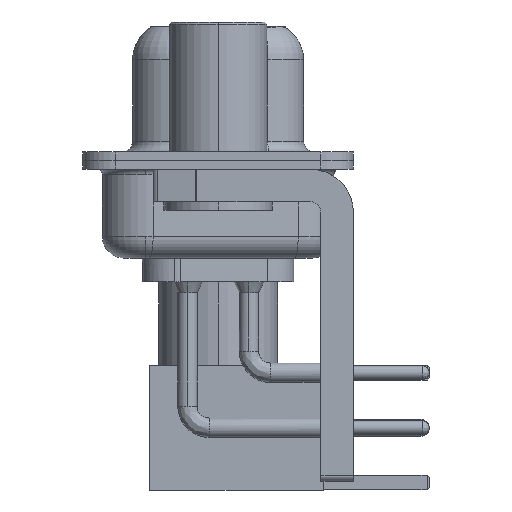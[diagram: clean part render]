
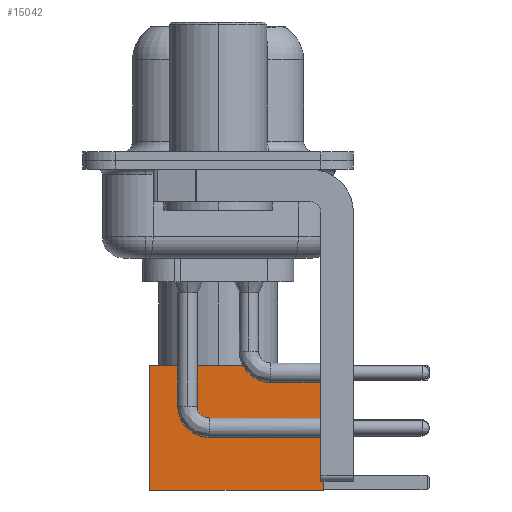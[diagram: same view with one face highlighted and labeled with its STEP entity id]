
A CAD part, left-side view. The second image highlights one B-rep face of the part: STEP entity #15042.
In plain terms, the highlighted face is planar.
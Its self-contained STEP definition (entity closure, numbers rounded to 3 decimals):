
#488 = CARTESIAN_POINT ( 'NONE',  ( 2.875, 2.875, 0. ) ) ;
#965 = CARTESIAN_POINT ( 'NONE',  ( -2.875, 2.875, 0. ) ) ;
#1091 = EDGE_CURVE ( 'NONE', #9330, #12129, #11734, .T. ) ;
#1481 = FACE_OUTER_BOUND ( 'NONE', #18791, .T. ) ;
#3346 = ORIENTED_EDGE ( 'NONE', *, *, #3862, .T. ) ;
#3862 = EDGE_CURVE ( 'NONE', #12129, #16409, #9968, .T. ) ;
#6611 = CARTESIAN_POINT ( 'NONE',  ( 2.875, 2.875, 0. ) ) ;
#8057 = DIRECTION ( 'NONE',  ( 0., 0., 1. ) ) ;
#8532 = ORIENTED_EDGE ( 'NONE', *, *, #11139, .F. ) ;
#8761 = CARTESIAN_POINT ( 'NONE',  ( -2.875, 2.875, 8. ) ) ;
#9124 = VECTOR ( 'NONE', #11530, 1000. ) ;
#9330 = VERTEX_POINT ( 'NONE', #17656 ) ;
#9968 = LINE ( 'NONE', #18182, #9124 ) ;
#10248 = ORIENTED_EDGE ( 'NONE', *, *, #16599, .F. ) ;
#11139 = EDGE_CURVE ( 'NONE', #20762, #16409, #16196, .T. ) ;
#11530 = DIRECTION ( 'NONE',  ( -1., 0., 0. ) ) ;
#11734 = LINE ( 'NONE', #6611, #14694 ) ;
#12129 = VERTEX_POINT ( 'NONE', #488 ) ;
#12264 = VECTOR ( 'NONE', #14527, 1000. ) ;
#13470 = AXIS2_PLACEMENT_3D ( 'NONE', #16832, #13505, #8057 ) ;
#13505 = DIRECTION ( 'NONE',  ( 0., 1., 0. ) ) ;
#13624 = CARTESIAN_POINT ( 'NONE',  ( -2.875, 2.875, 0. ) ) ;
#14527 = DIRECTION ( 'NONE',  ( 0., 0., -1. ) ) ;
#14694 = VECTOR ( 'NONE', #21841, 1000. ) ;
#15042 = ADVANCED_FACE ( 'NONE', ( #1481 ), #21518, .T. ) ;
#16196 = LINE ( 'NONE', #965, #12264 ) ;
#16274 = DIRECTION ( 'NONE',  ( -1., 0., 0. ) ) ;
#16409 = VERTEX_POINT ( 'NONE', #13624 ) ;
#16599 = EDGE_CURVE ( 'NONE', #9330, #20762, #17936, .T. ) ;
#16832 = CARTESIAN_POINT ( 'NONE',  ( 2.875, 2.875, 0. ) ) ;
#17656 = CARTESIAN_POINT ( 'NONE',  ( 2.875, 2.875, 8. ) ) ;
#17936 = LINE ( 'NONE', #19714, #18485 ) ;
#18182 = CARTESIAN_POINT ( 'NONE',  ( 0., 2.875, 0. ) ) ;
#18485 = VECTOR ( 'NONE', #16274, 1000. ) ;
#18791 = EDGE_LOOP ( 'NONE', ( #19463, #3346, #8532, #10248 ) ) ;
#19463 = ORIENTED_EDGE ( 'NONE', *, *, #1091, .T. ) ;
#19714 = CARTESIAN_POINT ( 'NONE',  ( 0., 2.875, 8. ) ) ;
#20762 = VERTEX_POINT ( 'NONE', #8761 ) ;
#21518 = PLANE ( 'NONE',  #13470 ) ;
#21841 = DIRECTION ( 'NONE',  ( 0., 0., -1. ) ) ;
